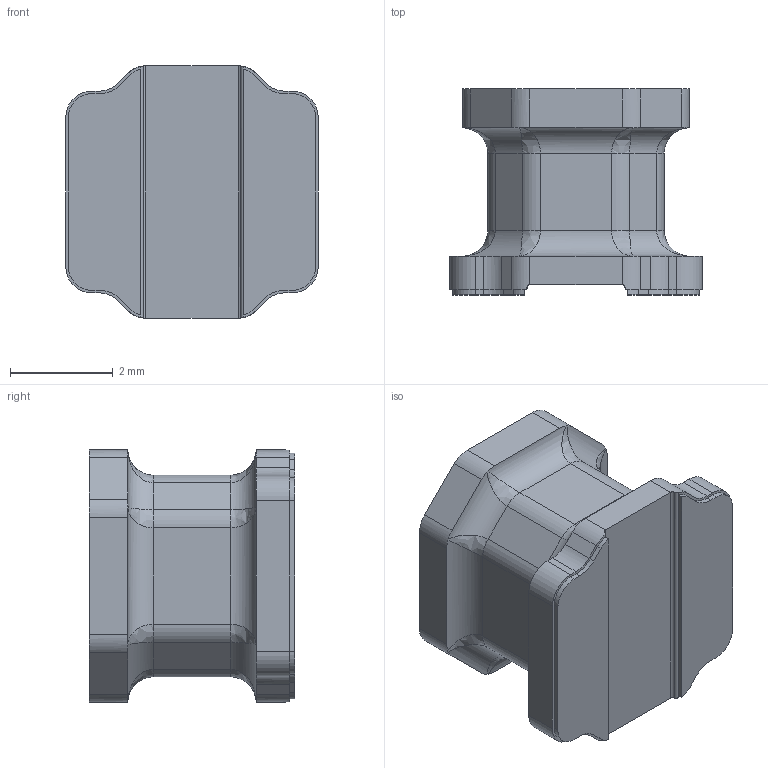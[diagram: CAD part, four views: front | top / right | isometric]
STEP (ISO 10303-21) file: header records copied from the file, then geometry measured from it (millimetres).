
FILE_SCHEMA (('AUTOMOTIVE_DESIGN { 1 0 10303 214 3 1 1 }'));
Length unit declared in the file: millimetre
Products named in the file (1): NRx-5040
Bounding box: 4.9 x 4 x 4.9 mm (x, y, z)
Volume: 60.3 mm3; surface area: 109.4 mm2
Topology: 1 solids, 1 shells, 124 faces, 330 edges, 204 vertices
Faces by surface type: cylinder 60, plane 48, bspline 16
Entity records: 4384 total; most frequent: CARTESIAN_POINT 1331, ORIENTED_EDGE 652, DIRECTION 584, EDGE_CURVE 326, AXIS2_PLACEMENT_3D 205, VERTEX_POINT 204, LINE 174, VECTOR 174
